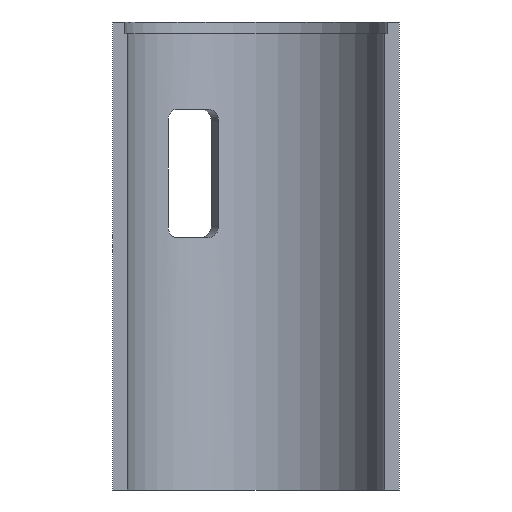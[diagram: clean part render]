
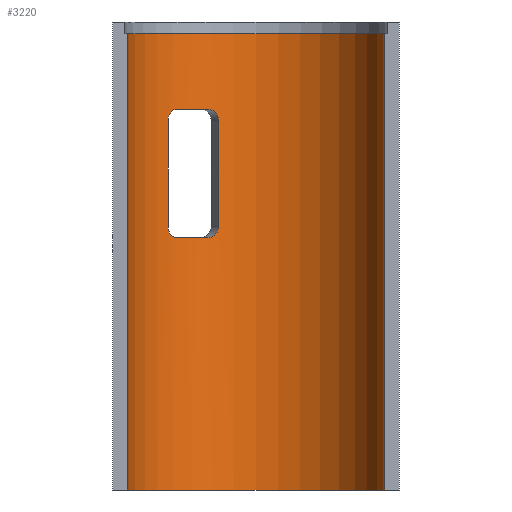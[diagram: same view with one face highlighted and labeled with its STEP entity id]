
A CAD part, front view. The second image highlights one B-rep face of the part: STEP entity #3220.
In plain terms, the highlighted cylindrical face has radius 110 mm (diameter 220 mm), a partial arc.
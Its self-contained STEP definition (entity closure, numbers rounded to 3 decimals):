
#1760=CARTESIAN_POINT('',(110.,0.,-472.5));
#1770=VERTEX_POINT('',#1760);
#1850=CARTESIAN_POINT('',(-110.,0.,-472.5));
#1860=VERTEX_POINT('',#1850);
#1890=CARTESIAN_POINT('',(0.,0.,-472.5));
#1900=DIRECTION('',(0.,-0.,1.));
#1910=DIRECTION('',(1.,0.,0.));
#1920=AXIS2_PLACEMENT_3D('',#1890,#1900,#1910);
#1930=CIRCLE('',#1920,110.);
#1940=EDGE_CURVE('',#1770,#1860,#1930,.T.);
#1990=CARTESIAN_POINT('',(0.,0.,-272.5));
#2000=DIRECTION('',(0.,0.,-1.));
#2010=DIRECTION('',(-1.,0.,0.));
#2020=AXIS2_PLACEMENT_3D('',#1990,#2000,#2010);
#2030=CYLINDRICAL_SURFACE('',#2020,110.);
#2040=CARTESIAN_POINT('',(110.,0.,-472.5));
#2050=DIRECTION('',(0.,0.,1.));
#2060=VECTOR('',#2050,1.);
#2070=LINE('',#2040,#2060);
#2080=CARTESIAN_POINT('',(110.,0.,-82.5));
#2090=VERTEX_POINT('',#2080);
#2100=EDGE_CURVE('',#1770,#2090,#2070,.T.);
#2110=ORIENTED_EDGE('',*,*,#2100,.T.);
#2120=ORIENTED_EDGE('',*,*,#1940,.F.);
#2130=CARTESIAN_POINT('',(-110.,0.,-82.5));
#2140=DIRECTION('',(0.,0.,-1.));
#2150=VECTOR('',#2140,1.);
#2160=LINE('',#2130,#2150);
#2170=CARTESIAN_POINT('',(-110.,0.,-82.5));
#2180=VERTEX_POINT('',#2170);
#2190=EDGE_CURVE('',#2180,#1860,#2160,.T.);
#2200=ORIENTED_EDGE('',*,*,#2190,.T.);
#2210=CARTESIAN_POINT('',(0.,0.,-82.5));
#2220=DIRECTION('',(0.,0.,-1.));
#2230=DIRECTION('',(-1.,0.,0.));
#2240=AXIS2_PLACEMENT_3D('',#2210,#2220,#2230);
#2250=CIRCLE('',#2240,110.);
#2260=EDGE_CURVE('',#2180,#2090,#2250,.T.);
#2270=ORIENTED_EDGE('',*,*,#2260,.F.);
#2280=EDGE_LOOP('',(#2270,#2200,#2120,#2110));
#2290=FACE_OUTER_BOUND('',#2280,.T.);
#2300=CARTESIAN_POINT('',(-41.496,101.873,-257.));
#2310=CARTESIAN_POINT('',(-40.672,102.209,-257.));
#2320=CARTESIAN_POINT('',(-39.016,102.859,
-256.766));
#2330=CARTESIAN_POINT('',(-36.679,103.714,
-255.741));
#2340=CARTESIAN_POINT('',(-34.658,104.403,
-254.118));
#2350=CARTESIAN_POINT('',(-33.103,104.904,
-252.015));
#2360=CARTESIAN_POINT('',(-32.128,105.205,
-249.578));
#2370=CARTESIAN_POINT('',(-31.91,105.27,
-247.857));
#2380=CARTESIAN_POINT('',(-31.91,105.27,-247.));
#2390=B_SPLINE_CURVE_WITH_KNOTS('',3,(#2300,#2310,#2320,#2330,#2340,
#2350,#2360,#2370,#2380),.UNSPECIFIED.,.F.,.F.,(4,1,1,1,1,1,4),(0.,
0.167,0.333,0.5,0.667,
0.833,1.),.UNSPECIFIED.);
#2400=CARTESIAN_POINT('',(-41.496,101.873,-257.));
#2410=VERTEX_POINT('',#2400);
#2420=CARTESIAN_POINT('',(-31.91,105.27,-247.));
#2430=VERTEX_POINT('',#2420);
#2440=EDGE_CURVE('',#2410,#2430,#2390,.T.);
#2450=ORIENTED_EDGE('',*,*,#2440,.F.);
#2460=CARTESIAN_POINT('',(-31.91,105.27,-157.));
#2470=DIRECTION('',(0.,0.,-1.));
#2480=VECTOR('',#2470,1.);
#2490=LINE('',#2460,#2480);
#2500=CARTESIAN_POINT('',(-31.91,105.27,-157.));
#2510=VERTEX_POINT('',#2500);
#2520=EDGE_CURVE('',#2510,#2430,#2490,.T.);
#2530=ORIENTED_EDGE('',*,*,#2520,.T.);
#2540=CARTESIAN_POINT('',(-41.496,101.873,-147.));
#2550=CARTESIAN_POINT('',(-40.648,102.218,-147.));
#2560=CARTESIAN_POINT('',(-39.011,102.861,
-147.238));
#2570=CARTESIAN_POINT('',(-36.667,103.718,
-148.266));
#2580=CARTESIAN_POINT('',(-34.657,104.404,
-149.885));
#2590=CARTESIAN_POINT('',(-33.107,104.902,
-151.977));
#2600=CARTESIAN_POINT('',(-32.132,105.203,
-154.419));
#2610=CARTESIAN_POINT('',(-31.91,105.27,
-156.119));
#2620=CARTESIAN_POINT('',(-31.91,105.27,-157.));
#2630=B_SPLINE_CURVE_WITH_KNOTS('',3,(#2540,#2550,#2560,#2570,#2580,
#2590,#2600,#2610,#2620),.UNSPECIFIED.,.F.,.F.,(4,1,1,1,1,1,4),(0.,
0.167,0.333,0.5,0.667,
0.833,1.),.UNSPECIFIED.);
#2640=CARTESIAN_POINT('',(-41.496,101.873,-147.));
#2650=VERTEX_POINT('',#2640);
#2660=EDGE_CURVE('',#2650,#2510,#2630,.T.);
#2670=ORIENTED_EDGE('',*,*,#2660,.T.);
#2680=CARTESIAN_POINT('',(0.,0.,-147.));
#2690=DIRECTION('',(0.,0.,1.));
#2700=DIRECTION('',(-0.377,0.926,0.));
#2710=AXIS2_PLACEMENT_3D('',#2680,#2690,#2700);
#2720=CIRCLE('',#2710,110.);
#2730=CARTESIAN_POINT('',(-67.477,86.873,-147.));
#2740=VERTEX_POINT('',#2730);
#2750=EDGE_CURVE('',#2650,#2740,#2720,.T.);
#2760=ORIENTED_EDGE('',*,*,#2750,.F.);
#2770=CARTESIAN_POINT('',(-67.477,86.873,-147.));
#2780=CARTESIAN_POINT('',(-68.179,86.327,-147.));
#2790=CARTESIAN_POINT('',(-69.57,85.219,
-147.234));
#2800=CARTESIAN_POINT('',(-71.479,83.622,
-148.259));
#2810=CARTESIAN_POINT('',(-73.087,82.216,
-149.882));
#2820=CARTESIAN_POINT('',(-74.298,81.12,
-151.985));
#2830=CARTESIAN_POINT('',(-75.046,80.426,
-154.422));
#2840=CARTESIAN_POINT('',(-75.211,80.27,
-156.143));
#2850=CARTESIAN_POINT('',(-75.211,80.27,-157.));
#2860=B_SPLINE_CURVE_WITH_KNOTS('',3,(#2770,#2780,#2790,#2800,#2810,
#2820,#2830,#2840,#2850),.UNSPECIFIED.,.F.,.F.,(4,1,1,1,1,1,4),(0.,
0.167,0.333,0.5,0.667,
0.833,1.),.UNSPECIFIED.);
#2870=CARTESIAN_POINT('',(-75.211,80.27,-157.));
#2880=VERTEX_POINT('',#2870);
#2890=EDGE_CURVE('',#2740,#2880,#2860,.T.);
#2900=ORIENTED_EDGE('',*,*,#2890,.F.);
#2910=CARTESIAN_POINT('',(-75.211,80.27,-247.));
#2920=DIRECTION('',(0.,0.,1.));
#2930=VECTOR('',#2920,1.);
#2940=LINE('',#2910,#2930);
#2950=CARTESIAN_POINT('',(-75.211,80.27,
-247.));
#2960=VERTEX_POINT('',#2950);
#2970=EDGE_CURVE('',#2960,#2880,#2940,.T.);
#2980=ORIENTED_EDGE('',*,*,#2970,.T.);
#2990=CARTESIAN_POINT('',(-67.477,86.873,-257.));
#3000=CARTESIAN_POINT('',(-68.2,86.311,
-257.));
#3010=CARTESIAN_POINT('',(-69.575,85.215,
-256.762));
#3020=CARTESIAN_POINT('',(-71.489,83.613,
-255.734));
#3030=CARTESIAN_POINT('',(-73.088,82.215,
-254.115));
#3040=CARTESIAN_POINT('',(-74.294,81.123,
-252.023));
#3050=CARTESIAN_POINT('',(-75.042,80.429,
-249.581));
#3060=CARTESIAN_POINT('',(-75.211,80.27,
-247.881));
#3070=CARTESIAN_POINT('',(-75.211,80.27,-247.));
#3080=B_SPLINE_CURVE_WITH_KNOTS('',3,(#2990,#3000,#3010,#3020,#3030,
#3040,#3050,#3060,#3070),.UNSPECIFIED.,.F.,.F.,(4,1,1,1,1,1,4),(0.,
0.167,0.333,0.5,0.667,
0.833,1.),.UNSPECIFIED.);
#3090=CARTESIAN_POINT('',(-67.477,86.873,-257.));
#3100=VERTEX_POINT('',#3090);
#3110=EDGE_CURVE('',#3100,#2960,#3080,.T.);
#3120=ORIENTED_EDGE('',*,*,#3110,.T.);
#3130=CARTESIAN_POINT('',(0.,0.,-257.));
#3140=DIRECTION('',(0.,0.,-1.));
#3150=DIRECTION('',(-0.613,0.79,0.));
#3160=AXIS2_PLACEMENT_3D('',#3130,#3140,#3150);
#3170=CIRCLE('',#3160,110.);
#3180=EDGE_CURVE('',#3100,#2410,#3170,.T.);
#3190=ORIENTED_EDGE('',*,*,#3180,.F.);
#3200=EDGE_LOOP('',(#3190,#3120,#2980,#2900,#2760,#2670,#2530,#2450));
#3210=FACE_BOUND('',#3200,.T.);
#3220=ADVANCED_FACE('',(#2290,#3210),#2030,.F.);
